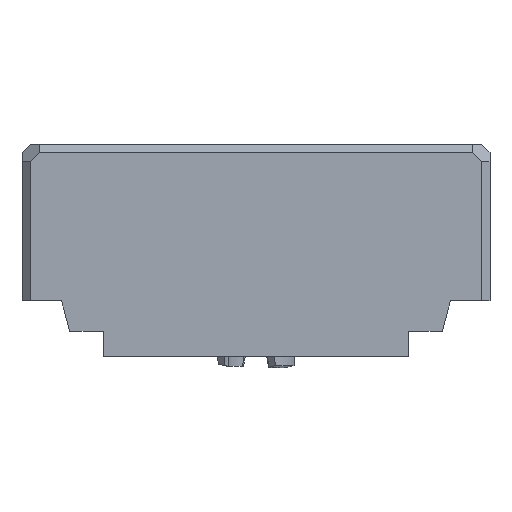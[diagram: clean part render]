
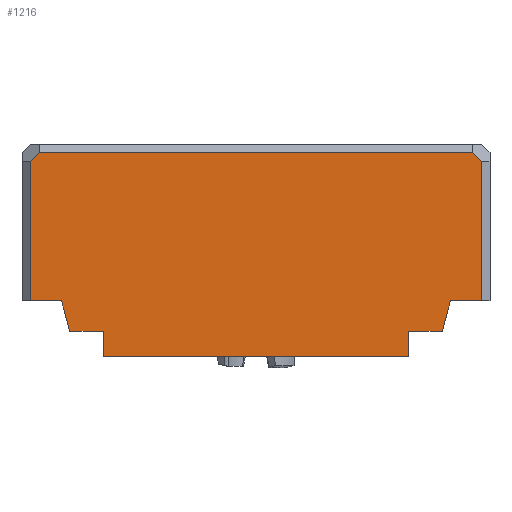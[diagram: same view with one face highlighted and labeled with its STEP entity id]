
A CAD part, front view. The second image highlights one B-rep face of the part: STEP entity #1216.
In plain terms, the highlighted planar face has unit normal (0, -1, 0).
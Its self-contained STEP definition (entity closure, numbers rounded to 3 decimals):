
#1216=ADVANCED_FACE('',(#2722),#2723,.F.);
#2722=FACE_OUTER_BOUND('',#8751,.T.);
#2723=PLANE('',#8752);
#8751=EDGE_LOOP('',(#13615,#13616,#13617,#13618,#13619,#13620,#13621,#13622,#13623,#13624,#13625,#13626,#13627,#13628));
#8752=AXIS2_PLACEMENT_3D('',#13629,#13630,#13631);
#13615=ORIENTED_EDGE('',*,*,#17117,.F.);
#13616=ORIENTED_EDGE('',*,*,#16717,.T.);
#13617=ORIENTED_EDGE('',*,*,#16482,.F.);
#13618=ORIENTED_EDGE('',*,*,#17118,.F.);
#13619=ORIENTED_EDGE('',*,*,#16488,.T.);
#13620=ORIENTED_EDGE('',*,*,#16725,.T.);
#13621=ORIENTED_EDGE('',*,*,#17119,.F.);
#13622=ORIENTED_EDGE('',*,*,#17120,.F.);
#13623=ORIENTED_EDGE('',*,*,#17121,.T.);
#13624=ORIENTED_EDGE('',*,*,#16455,.F.);
#13625=ORIENTED_EDGE('',*,*,#17122,.T.);
#13626=ORIENTED_EDGE('',*,*,#16469,.F.);
#13627=ORIENTED_EDGE('',*,*,#17123,.T.);
#13628=ORIENTED_EDGE('',*,*,#17124,.F.);
#13629=CARTESIAN_POINT('',(-45.0,-56.0,35.0));
#13630=DIRECTION('',(0.,1.0,0.0));
#13631=DIRECTION('',(-1.0,0.,0.0));
#16455=EDGE_CURVE('',#18829,#18831,#18832,.T.);
#16469=EDGE_CURVE('',#18855,#18857,#18858,.T.);
#16482=EDGE_CURVE('',#18879,#18881,#18882,.T.);
#16488=EDGE_CURVE('',#18886,#18890,#18892,.T.);
#16717=EDGE_CURVE('',#19273,#18881,#19274,.T.);
#16725=EDGE_CURVE('',#18890,#19287,#19289,.T.);
#17117=EDGE_CURVE('',#19273,#19849,#19850,.T.);
#17118=EDGE_CURVE('',#18886,#18879,#19851,.T.);
#17119=EDGE_CURVE('',#19852,#19287,#19853,.T.);
#17120=EDGE_CURVE('',#19854,#19852,#19855,.T.);
#17121=EDGE_CURVE('',#19854,#18831,#19856,.F.);
#17122=EDGE_CURVE('',#18829,#18857,#19857,.T.);
#17123=EDGE_CURVE('',#18855,#19858,#19859,.F.);
#17124=EDGE_CURVE('',#19849,#19858,#19860,.T.);
#18829=VERTEX_POINT('',#22484);
#18831=VERTEX_POINT('',#22487);
#18832=LINE('',#22488,#22489);
#18855=VERTEX_POINT('',#22522);
#18857=VERTEX_POINT('',#22525);
#18858=LINE('',#22526,#22527);
#18879=VERTEX_POINT('',#22557);
#18881=VERTEX_POINT('',#22560);
#18882=LINE('',#22561,#22562);
#18886=VERTEX_POINT('',#22567);
#18890=VERTEX_POINT('',#22573);
#18892=LINE('',#22576,#22577);
#19273=VERTEX_POINT('',#23537);
#19274=LINE('',#23538,#23539);
#19287=VERTEX_POINT('',#23558);
#19289=LINE('',#23561,#23562);
#19849=VERTEX_POINT('',#24626);
#19850=LINE('',#24627,#24628);
#19851=LINE('',#24629,#24630);
#19852=VERTEX_POINT('',#24631);
#19853=LINE('',#24632,#24633);
#19854=VERTEX_POINT('',#24634);
#19855=LINE('',#24635,#24636);
#19856=LINE('',#24637,#24638);
#19857=LINE('',#24639,#24640);
#19858=VERTEX_POINT('',#24641);
#19859=LINE('',#24642,#24643);
#19860=LINE('',#24644,#24645);
#22484=CARTESIAN_POINT('',(42.586,-56.0,34.414));
#22487=CARTESIAN_POINT('',(44.414,-56.0,32.586));
#22488=CARTESIAN_POINT('',(-1.5,-56.0,78.5));
#22489=VECTOR('',#26570,1.0);
#22522=CARTESIAN_POINT('',(-44.414,-56.0,32.586));
#22525=CARTESIAN_POINT('',(-42.586,-56.0,34.414));
#22526=CARTESIAN_POINT('',(-43.5,-56.0,33.5));
#22527=VECTOR('',#26582,1.0);
#22557=CARTESIAN_POINT('',(-30.0,-56.0,-5.8));
#22560=CARTESIAN_POINT('',(-30.0,-56.0,-0.8));
#22561=CARTESIAN_POINT('',(-30.0,-56.0,35.0));
#22562=VECTOR('',#26593,1.0);
#22567=CARTESIAN_POINT('',(30.0,-56.0,-5.8));
#22573=CARTESIAN_POINT('',(30.0,-56.0,-0.8));
#22576=CARTESIAN_POINT('',(30.0,-56.0,35.0));
#22577=VECTOR('',#26598,1.0);
#23537=CARTESIAN_POINT('',(-36.614,-56.0,-0.8));
#23538=CARTESIAN_POINT('',(-45.0,-56.0,-0.8));
#23539=VECTOR('',#26844,1.0);
#23558=CARTESIAN_POINT('',(36.614,-56.0,-0.8));
#23561=CARTESIAN_POINT('',(-45.0,-56.0,-0.8));
#23562=VECTOR('',#26852,1.0);
#24626=CARTESIAN_POINT('',(-38.222,-56.0,5.2));
#24627=CARTESIAN_POINT('',(-46.126,-56.0,34.698));
#24628=VECTOR('',#27216,1.0);
#24629=CARTESIAN_POINT('',(-45.0,-56.0,-5.8));
#24630=VECTOR('',#27217,1.0);
#24631=CARTESIAN_POINT('',(38.222,-56.0,5.2));
#24632=CARTESIAN_POINT('',(40.097,-56.0,12.198));
#24633=VECTOR('',#27218,1.0);
#24634=CARTESIAN_POINT('',(44.414,-56.0,5.2));
#24635=CARTESIAN_POINT('',(-45.0,-56.0,5.2));
#24636=VECTOR('',#27219,1.0);
#24637=CARTESIAN_POINT('',(44.414,-56.0,35.0));
#24638=VECTOR('',#27220,1.0);
#24639=CARTESIAN_POINT('',(45.0,-56.0,34.414));
#24640=VECTOR('',#27221,1.0);
#24641=CARTESIAN_POINT('',(-44.414,-56.0,5.2));
#24642=CARTESIAN_POINT('',(-44.414,-56.0,35.0));
#24643=VECTOR('',#27222,1.0);
#24644=CARTESIAN_POINT('',(-45.0,-56.0,5.2));
#24645=VECTOR('',#27223,1.0);
#26570=DIRECTION('',(0.707,0.,-0.707));
#26582=DIRECTION('',(0.707,0.,0.707));
#26593=DIRECTION('',(0.0,0.0,1.0));
#26598=DIRECTION('',(0.0,0.0,1.0));
#26844=DIRECTION('',(1.0,0.,0.0));
#26852=DIRECTION('',(1.0,0.,0.0));
#27216=DIRECTION('',(-0.259,0.,0.966));
#27217=DIRECTION('',(-1.0,0.,0.0));
#27218=DIRECTION('',(-0.259,0.,-0.966));
#27219=DIRECTION('',(-1.0,0.,0.0));
#27220=DIRECTION('',(0.0,0.0,-1.0));
#27221=DIRECTION('',(-1.0,0.,0.));
#27222=DIRECTION('',(0.0,0.0,1.0));
#27223=DIRECTION('',(-1.0,0.,0.0));
